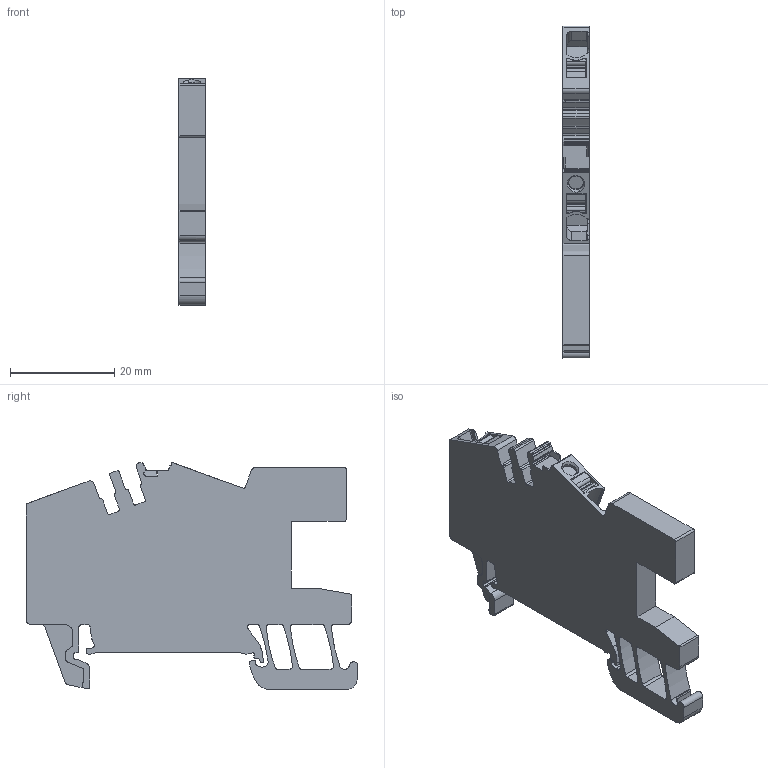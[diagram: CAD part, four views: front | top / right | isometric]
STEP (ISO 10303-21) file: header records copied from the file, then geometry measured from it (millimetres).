
FILE_DESCRIPTION(('CATIA V5R22 STEP214','CAx-IF Rec.Pracs.--- Model Styling and Organization---1.4--- 2014-01-23'),'2;1');
FILE_NAME ('D1463591_1', '2021-01-08T08:14:44+00:00', ('Weidmueller Interface'), ('Weidmueller'), 'CATIA Version 5-6 Release 2016 SP3 HF44', 'CATIA V5 STEP AP214', 'none');
FILE_SCHEMA(('AUTOMOTIVE_DESIGN { 1 0 10303 214 1 1 1 1 }'));
Length unit declared in the file: millimetre
Products named in the file (1): 2668660000_S
Bounding box: 5.1 x 63.77 x 43.6 mm (x, y, z)
Volume: 9336 mm3; surface area: 6119.9 mm2
Topology: 3 solids, 3 shells, 416 faces, 1202 edges, 792 vertices
Faces by surface type: cylinder 169, plane 154, extrusion 85, torus 3, sphere 3, cone 2
Entity records: 15143 total; most frequent: CARTESIAN_POINT 4183, ORIENTED_EDGE 2398, DIRECTION 1734, EDGE_CURVE 1199, VECTOR 834, VERTEX_POINT 792, LINE 749, AXIS2_PLACEMENT_3D 601
